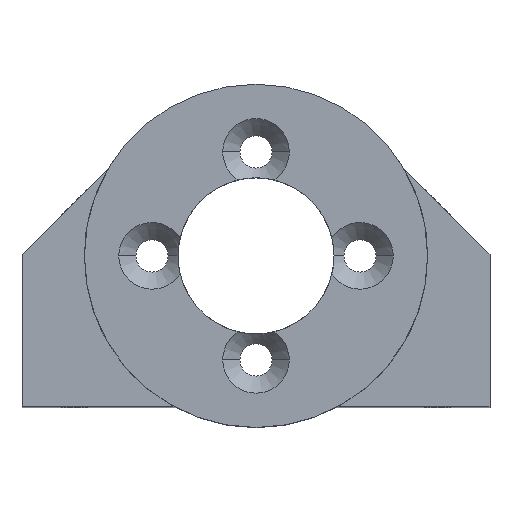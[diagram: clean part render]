
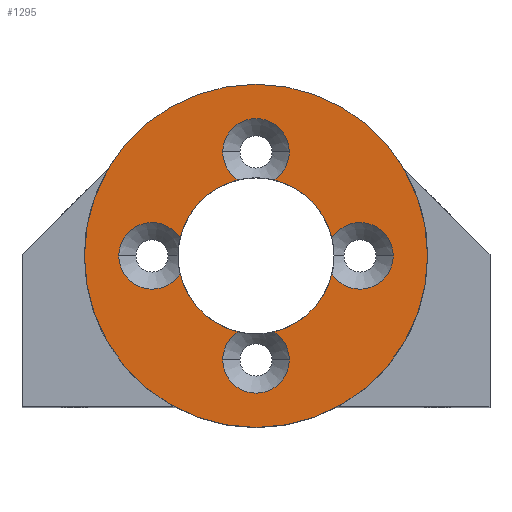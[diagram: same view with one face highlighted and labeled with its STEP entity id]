
A CAD part, top view. The second image highlights one B-rep face of the part: STEP entity #1295.
In plain terms, the highlighted planar face has unit normal (0, 0, 1).
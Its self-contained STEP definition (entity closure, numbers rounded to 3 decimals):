
#2 = CARTESIAN_POINT ( 'NONE',  ( -13.2, 0., 3. ) ) ;
#3 = EDGE_CURVE ( 'NONE', #92, #1300, #752, .T. ) ;
#11 = CARTESIAN_POINT ( 'NONE',  ( 0., 0., 3. ) ) ;
#17 = CARTESIAN_POINT ( 'NONE',  ( 0., 0., 3. ) ) ;
#38 = CARTESIAN_POINT ( 'NONE',  ( 10., 0., 3. ) ) ;
#63 = EDGE_CURVE ( 'NONE', #429, #533, #1538, .T. ) ;
#70 = DIRECTION ( 'NONE',  ( 0., 0., -1. ) ) ;
#75 = CARTESIAN_POINT ( 'NONE',  ( 0., 0., 3. ) ) ;
#82 = CIRCLE ( 'NONE', #1047, 3.2 ) ;
#84 = CIRCLE ( 'NONE', #1227, 3.2 ) ;
#90 = CARTESIAN_POINT ( 'NONE',  ( 0., 10., 3. ) ) ;
#92 = VERTEX_POINT ( 'NONE', #1307 ) ;
#102 = CIRCLE ( 'NONE', #1390, 3.2 ) ;
#113 = DIRECTION ( 'NONE',  ( 0., 0., -1. ) ) ;
#133 = VERTEX_POINT ( 'NONE', #890 ) ;
#146 = EDGE_CURVE ( 'NONE', #510, #1773, #1343, .T. ) ;
#194 = CARTESIAN_POINT ( 'NONE',  ( 3.2, 10., 3. ) ) ;
#197 = CARTESIAN_POINT ( 'NONE',  ( 7.301, 1.718, 3. ) ) ;
#202 = AXIS2_PLACEMENT_3D ( 'NONE', #1029, #506, #636 ) ;
#218 = AXIS2_PLACEMENT_3D ( 'NONE', #1173, #502, #1030 ) ;
#225 = CIRCLE ( 'NONE', #1425, 16.5 ) ;
#233 = DIRECTION ( 'NONE',  ( 0., 0., 1. ) ) ;
#244 = DIRECTION ( 'NONE',  ( 1., 0., 0. ) ) ;
#281 = ORIENTED_EDGE ( 'NONE', *, *, #1152, .T. ) ;
#282 = DIRECTION ( 'NONE',  ( 0., 0., 1. ) ) ;
#299 = CARTESIAN_POINT ( 'NONE',  ( -16.5, 0., 3. ) ) ;
#318 = DIRECTION ( 'NONE',  ( 0., 0., 1. ) ) ;
#322 = VERTEX_POINT ( 'NONE', #580 ) ;
#324 = EDGE_CURVE ( 'NONE', #1061, #133, #1051, .T. ) ;
#347 = VERTEX_POINT ( 'NONE', #742 ) ;
#348 = AXIS2_PLACEMENT_3D ( 'NONE', #674, #1647, #407 ) ;
#375 = CIRCLE ( 'NONE', #218, 7.5 ) ;
#376 = EDGE_CURVE ( 'NONE', #672, #1417, #806, .T. ) ;
#383 = CARTESIAN_POINT ( 'NONE',  ( -1.718, 7.3, 3. ) ) ;
#399 = CARTESIAN_POINT ( 'NONE',  ( -3.2, -10., 3. ) ) ;
#400 = CIRCLE ( 'NONE', #878, 7.5 ) ;
#407 = DIRECTION ( 'NONE',  ( 1., 0., 0. ) ) ;
#408 = ORIENTED_EDGE ( 'NONE', *, *, #982, .F. ) ;
#429 = VERTEX_POINT ( 'NONE', #194 ) ;
#439 = AXIS2_PLACEMENT_3D ( 'NONE', #518, #233, #1472 ) ;
#441 = CARTESIAN_POINT ( 'NONE',  ( -10., 0., 3. ) ) ;
#456 = CIRCLE ( 'NONE', #1116, 7.5 ) ;
#458 = CARTESIAN_POINT ( 'NONE',  ( -10., 0., 3. ) ) ;
#463 = PLANE ( 'NONE',  #1163 ) ;
#470 = CARTESIAN_POINT ( 'NONE',  ( 3.2, -10., 3. ) ) ;
#502 = DIRECTION ( 'NONE',  ( 0., 0., 1. ) ) ;
#506 = DIRECTION ( 'NONE',  ( 0., 0., -1. ) ) ;
#510 = VERTEX_POINT ( 'NONE', #383 ) ;
#518 = CARTESIAN_POINT ( 'NONE',  ( 0., 0., 3. ) ) ;
#533 = VERTEX_POINT ( 'NONE', #770 ) ;
#538 = DIRECTION ( 'NONE',  ( 0., 0., -1. ) ) ;
#545 = DIRECTION ( 'NONE',  ( 0., 0., -1. ) ) ;
#547 = DIRECTION ( 'NONE',  ( 1., 0., 0. ) ) ;
#554 = CARTESIAN_POINT ( 'NONE',  ( 0., 0., 3. ) ) ;
#568 = ORIENTED_EDGE ( 'NONE', *, *, #324, .T. ) ;
#576 = ORIENTED_EDGE ( 'NONE', *, *, #803, .T. ) ;
#580 = CARTESIAN_POINT ( 'NONE',  ( 13.2, 0., 3. ) ) ;
#583 = CIRCLE ( 'NONE', #973, 16.5 ) ;
#591 = DIRECTION ( 'NONE',  ( 1., 0., 0. ) ) ;
#592 = DIRECTION ( 'NONE',  ( 1., 0., 0. ) ) ;
#593 = ORIENTED_EDGE ( 'NONE', *, *, #755, .T. ) ;
#597 = ORIENTED_EDGE ( 'NONE', *, *, #789, .T. ) ;
#609 = EDGE_LOOP ( 'NONE', ( #950, #1633, #808, #946, #408, #593, #568, #717, #1082, #1109, #1565, #1132, #1354, #597 ) ) ;
#636 = DIRECTION ( 'NONE',  ( 1., 0., 0. ) ) ;
#639 = EDGE_CURVE ( 'NONE', #1300, #672, #1185, .T. ) ;
#663 = EDGE_CURVE ( 'NONE', #1773, #429, #102, .T. ) ;
#672 = VERTEX_POINT ( 'NONE', #399 ) ;
#674 = CARTESIAN_POINT ( 'NONE',  ( 0., -10., 3. ) ) ;
#699 = EDGE_CURVE ( 'NONE', #92, #347, #400, .T. ) ;
#717 = ORIENTED_EDGE ( 'NONE', *, *, #1326, .F. ) ;
#725 = DIRECTION ( 'NONE',  ( 1., 0., 0. ) ) ;
#740 = DIRECTION ( 'NONE',  ( 0., 0., -1. ) ) ;
#742 = CARTESIAN_POINT ( 'NONE',  ( 7.301, -1.718, 3. ) ) ;
#752 = CIRCLE ( 'NONE', #985, 3.2 ) ;
#755 = EDGE_CURVE ( 'NONE', #1014, #1061, #1245, .T. ) ;
#770 = CARTESIAN_POINT ( 'NONE',  ( 1.718, 7.3, 3. ) ) ;
#789 = EDGE_CURVE ( 'NONE', #322, #347, #84, .T. ) ;
#803 = EDGE_CURVE ( 'NONE', #1351, #1658, #225, .T. ) ;
#806 = CIRCLE ( 'NONE', #1341, 3.2 ) ;
#808 = ORIENTED_EDGE ( 'NONE', *, *, #639, .T. ) ;
#826 = DIRECTION ( 'NONE',  ( 0., 0., 1. ) ) ;
#833 = DIRECTION ( 'NONE',  ( 1., 0., 0. ) ) ;
#834 = EDGE_LOOP ( 'NONE', ( #281, #576 ) ) ;
#878 = AXIS2_PLACEMENT_3D ( 'NONE', #11, #1063, #1774 ) ;
#890 = CARTESIAN_POINT ( 'NONE',  ( -7.3, 1.718, 3. ) ) ;
#894 = AXIS2_PLACEMENT_3D ( 'NONE', #90, #113, #244 ) ;
#904 = VERTEX_POINT ( 'NONE', #197 ) ;
#909 = EDGE_CURVE ( 'NONE', #904, #322, #82, .T. ) ;
#946 = ORIENTED_EDGE ( 'NONE', *, *, #376, .T. ) ;
#950 = ORIENTED_EDGE ( 'NONE', *, *, #699, .F. ) ;
#973 = AXIS2_PLACEMENT_3D ( 'NONE', #1392, #318, #975 ) ;
#975 = DIRECTION ( 'NONE',  ( 1., 0., 0. ) ) ;
#982 = EDGE_CURVE ( 'NONE', #1014, #1417, #1159, .T. ) ;
#985 = AXIS2_PLACEMENT_3D ( 'NONE', #1443, #70, #725 ) ;
#1008 = DIRECTION ( 'NONE',  ( 0., 0., 1. ) ) ;
#1014 = VERTEX_POINT ( 'NONE', #1060 ) ;
#1029 = CARTESIAN_POINT ( 'NONE',  ( 0., 10., 3. ) ) ;
#1030 = DIRECTION ( 'NONE',  ( 1., 0., 0. ) ) ;
#1033 = DIRECTION ( 'NONE',  ( 1., 0., 0. ) ) ;
#1047 = AXIS2_PLACEMENT_3D ( 'NONE', #1735, #740, #1033 ) ;
#1051 = CIRCLE ( 'NONE', #1745, 3.2 ) ;
#1060 = CARTESIAN_POINT ( 'NONE',  ( -7.3, -1.718, 3. ) ) ;
#1061 = VERTEX_POINT ( 'NONE', #2 ) ;
#1063 = DIRECTION ( 'NONE',  ( 0., 0., 1. ) ) ;
#1082 = ORIENTED_EDGE ( 'NONE', *, *, #146, .T. ) ;
#1089 = FACE_OUTER_BOUND ( 'NONE', #834, .T. ) ;
#1108 = DIRECTION ( 'NONE',  ( 0., 0., -1. ) ) ;
#1109 = ORIENTED_EDGE ( 'NONE', *, *, #663, .T. ) ;
#1116 = AXIS2_PLACEMENT_3D ( 'NONE', #554, #282, #547 ) ;
#1132 = ORIENTED_EDGE ( 'NONE', *, *, #1550, .F. ) ;
#1152 = EDGE_CURVE ( 'NONE', #1658, #1351, #583, .T. ) ;
#1159 = CIRCLE ( 'NONE', #439, 7.5 ) ;
#1163 = AXIS2_PLACEMENT_3D ( 'NONE', #75, #1008, #592 ) ;
#1173 = CARTESIAN_POINT ( 'NONE',  ( 0., 0., 3. ) ) ;
#1184 = CARTESIAN_POINT ( 'NONE',  ( -1.718, -7.301, 3. ) ) ;
#1185 = CIRCLE ( 'NONE', #348, 3.2 ) ;
#1227 = AXIS2_PLACEMENT_3D ( 'NONE', #38, #545, #833 ) ;
#1244 = DIRECTION ( 'NONE',  ( 1., 0., 0. ) ) ;
#1245 = CIRCLE ( 'NONE', #1290, 3.2 ) ;
#1290 = AXIS2_PLACEMENT_3D ( 'NONE', #441, #1108, #1244 ) ;
#1291 = DIRECTION ( 'NONE',  ( 1., 0., 0. ) ) ;
#1295 = ADVANCED_FACE ( 'NONE', ( #1692, #1089 ), #463, .T. ) ;
#1300 = VERTEX_POINT ( 'NONE', #470 ) ;
#1307 = CARTESIAN_POINT ( 'NONE',  ( 1.718, -7.3, 3. ) ) ;
#1326 = EDGE_CURVE ( 'NONE', #510, #133, #375, .T. ) ;
#1341 = AXIS2_PLACEMENT_3D ( 'NONE', #1562, #1426, #1291 ) ;
#1343 = CIRCLE ( 'NONE', #894, 3.2 ) ;
#1351 = VERTEX_POINT ( 'NONE', #1557 ) ;
#1354 = ORIENTED_EDGE ( 'NONE', *, *, #909, .T. ) ;
#1361 = CARTESIAN_POINT ( 'NONE',  ( 0., 10., 3. ) ) ;
#1390 = AXIS2_PLACEMENT_3D ( 'NONE', #1361, #538, #1780 ) ;
#1392 = CARTESIAN_POINT ( 'NONE',  ( 0., 0., 3. ) ) ;
#1417 = VERTEX_POINT ( 'NONE', #1184 ) ;
#1425 = AXIS2_PLACEMENT_3D ( 'NONE', #17, #826, #1659 ) ;
#1426 = DIRECTION ( 'NONE',  ( 0., 0., -1. ) ) ;
#1443 = CARTESIAN_POINT ( 'NONE',  ( 0., -10., 3. ) ) ;
#1472 = DIRECTION ( 'NONE',  ( 1., 0., 0. ) ) ;
#1529 = CARTESIAN_POINT ( 'NONE',  ( -3.2, 10., 3. ) ) ;
#1538 = CIRCLE ( 'NONE', #202, 3.2 ) ;
#1550 = EDGE_CURVE ( 'NONE', #904, #533, #456, .T. ) ;
#1554 = DIRECTION ( 'NONE',  ( 0., 0., -1. ) ) ;
#1557 = CARTESIAN_POINT ( 'NONE',  ( 16.5, 0., 3. ) ) ;
#1562 = CARTESIAN_POINT ( 'NONE',  ( 0., -10., 3. ) ) ;
#1565 = ORIENTED_EDGE ( 'NONE', *, *, #63, .T. ) ;
#1633 = ORIENTED_EDGE ( 'NONE', *, *, #3, .T. ) ;
#1647 = DIRECTION ( 'NONE',  ( 0., 0., -1. ) ) ;
#1658 = VERTEX_POINT ( 'NONE', #299 ) ;
#1659 = DIRECTION ( 'NONE',  ( 1., 0., 0. ) ) ;
#1692 = FACE_BOUND ( 'NONE', #609, .T. ) ;
#1735 = CARTESIAN_POINT ( 'NONE',  ( 10., 0., 3. ) ) ;
#1745 = AXIS2_PLACEMENT_3D ( 'NONE', #458, #1554, #591 ) ;
#1773 = VERTEX_POINT ( 'NONE', #1529 ) ;
#1774 = DIRECTION ( 'NONE',  ( 1., 0., 0. ) ) ;
#1780 = DIRECTION ( 'NONE',  ( 1., 0., 0. ) ) ;
